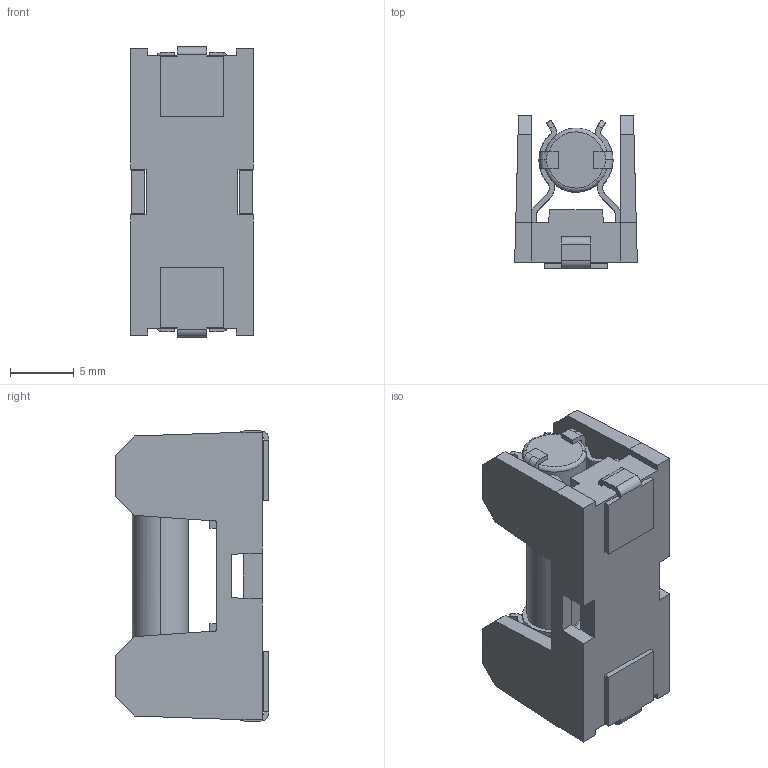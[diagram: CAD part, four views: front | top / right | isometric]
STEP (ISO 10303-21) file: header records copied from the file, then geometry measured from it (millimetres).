
FILE_DESCRIPTION(/* description */ (''),/* implementation_level */ '2;1');
FILE_NAME(/* name */ 'Fuse Holders SMD 5x20mm + Fuse',/* time_stamp */ '2019-12-01T17:09:23+01:00',/* author */ (''),/* organization */ (''),/* preprocessor_version */ 'ST-DEVELOPER v16.5',/* originating_system */ '',/* authorisation */ '');
FILE_SCHEMA (('AUTOMOTIVE_DESIGN'));
Length unit declared in the file: millimetre
Products named in the file (1): Document
Bounding box: 9.6 x 12 x 22.7 mm (x, y, z)
Volume: 1054.9 mm3; surface area: 2579 mm2
Topology: 10 solids, 10 shells, 317 faces, 872 edges, 580 vertices
Faces by surface type: plane 182, bspline 135
Entity records: 15387 total; most frequent: CARTESIAN_POINT 9830, ORIENTED_EDGE 1744, EDGE_CURVE 872, B_SPLINE_CURVE_WITH_KNOTS 662, VERTEX_POINT 580, EDGE_LOOP 328, ADVANCED_FACE 317, FACE_OUTER_BOUND 317
